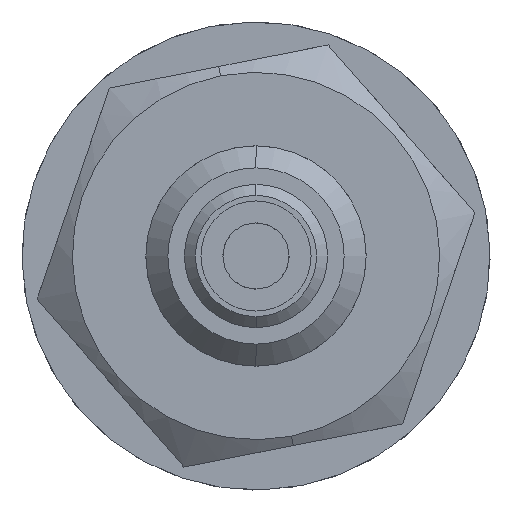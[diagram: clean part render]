
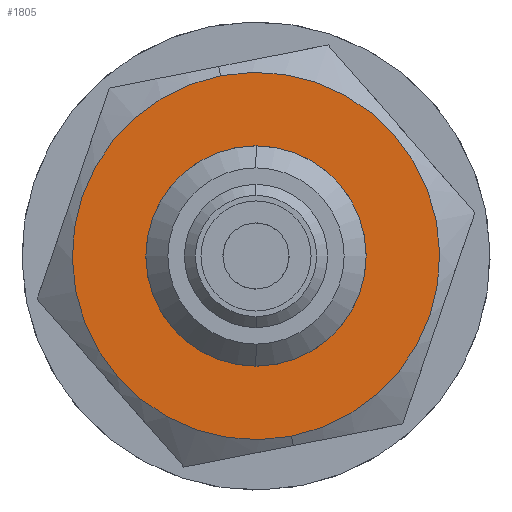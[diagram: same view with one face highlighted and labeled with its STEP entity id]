
A CAD part, left-side view. The second image highlights one B-rep face of the part: STEP entity #1805.
In plain terms, the highlighted planar face has unit normal (-1, 0, 0).
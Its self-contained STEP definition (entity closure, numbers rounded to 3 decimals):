
#41 = DIRECTION ( 'NONE',  ( 1., 0., 0. ) ) ;
#77 = DIRECTION ( 'NONE',  ( -1., 0., 0. ) ) ;
#195 = AXIS2_PLACEMENT_3D ( 'NONE', #1662, #41, #1193 ) ;
#259 = EDGE_CURVE ( 'NONE', #1329, #858, #274, .T. ) ;
#274 = CIRCLE ( 'NONE', #317, 3.336 ) ;
#305 = VERTEX_POINT ( 'NONE', #1830 ) ;
#317 = AXIS2_PLACEMENT_3D ( 'NONE', #349, #77, #1229 ) ;
#337 = ORIENTED_EDGE ( 'NONE', *, *, #377, .T. ) ;
#349 = CARTESIAN_POINT ( 'NONE',  ( -1.2, 0., 0. ) ) ;
#377 = EDGE_CURVE ( 'NONE', #770, #305, #1055, .T. ) ;
#539 = DIRECTION ( 'NONE',  ( 1., 0., 0. ) ) ;
#585 = CARTESIAN_POINT ( 'NONE',  ( -1.2, 0., -3.336 ) ) ;
#657 = CARTESIAN_POINT ( 'NONE',  ( -1.2, 0., 0. ) ) ;
#770 = VERTEX_POINT ( 'NONE', #1322 ) ;
#826 = PLANE ( 'NONE',  #1717 ) ;
#858 = VERTEX_POINT ( 'NONE', #1115 ) ;
#888 = AXIS2_PLACEMENT_3D ( 'NONE', #657, #539, #1566 ) ;
#909 = CIRCLE ( 'NONE', #1385, 3.336 ) ;
#1012 = DIRECTION ( 'NONE',  ( 0., 0., 1. ) ) ;
#1025 = ORIENTED_EDGE ( 'NONE', *, *, #259, .T. ) ;
#1027 = FACE_BOUND ( 'NONE', #1471, .T. ) ;
#1055 = CIRCLE ( 'NONE', #888, 2. ) ;
#1115 = CARTESIAN_POINT ( 'NONE',  ( -1.2, 0., 3.336 ) ) ;
#1193 = DIRECTION ( 'NONE',  ( 0., 0., -1. ) ) ;
#1202 = FACE_OUTER_BOUND ( 'NONE', #1215, .T. ) ;
#1215 = EDGE_LOOP ( 'NONE', ( #1533, #1025 ) ) ;
#1218 = EDGE_CURVE ( 'NONE', #858, #1329, #909, .T. ) ;
#1229 = DIRECTION ( 'NONE',  ( 0., 0., 1. ) ) ;
#1302 = DIRECTION ( 'NONE',  ( -1., 0., 0. ) ) ;
#1322 = CARTESIAN_POINT ( 'NONE',  ( -1.2, 0., 2. ) ) ;
#1329 = VERTEX_POINT ( 'NONE', #585 ) ;
#1385 = AXIS2_PLACEMENT_3D ( 'NONE', #1477, #1302, #1012 ) ;
#1422 = DIRECTION ( 'NONE',  ( 0., 0., -1. ) ) ;
#1471 = EDGE_LOOP ( 'NONE', ( #337, #1679 ) ) ;
#1477 = CARTESIAN_POINT ( 'NONE',  ( -1.2, 0., 0. ) ) ;
#1514 = EDGE_CURVE ( 'NONE', #305, #770, #1889, .T. ) ;
#1533 = ORIENTED_EDGE ( 'NONE', *, *, #1218, .T. ) ;
#1563 = DIRECTION ( 'NONE',  ( 1., 0., 0. ) ) ;
#1566 = DIRECTION ( 'NONE',  ( 0., 0., -1. ) ) ;
#1662 = CARTESIAN_POINT ( 'NONE',  ( -1.2, 0., 0. ) ) ;
#1679 = ORIENTED_EDGE ( 'NONE', *, *, #1514, .T. ) ;
#1702 = CARTESIAN_POINT ( 'NONE',  ( -1.2, 0., 0. ) ) ;
#1717 = AXIS2_PLACEMENT_3D ( 'NONE', #1702, #1563, #1422 ) ;
#1805 = ADVANCED_FACE ( 'NONE', ( #1027, #1202 ), #826, .F. ) ;
#1830 = CARTESIAN_POINT ( 'NONE',  ( -1.2, 0., -2. ) ) ;
#1889 = CIRCLE ( 'NONE', #195, 2. ) ;
